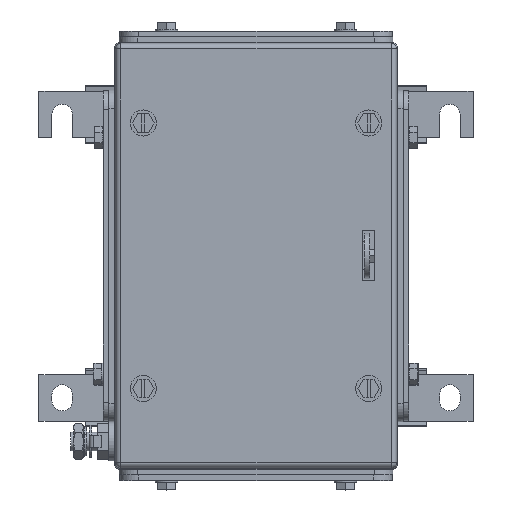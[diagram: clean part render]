
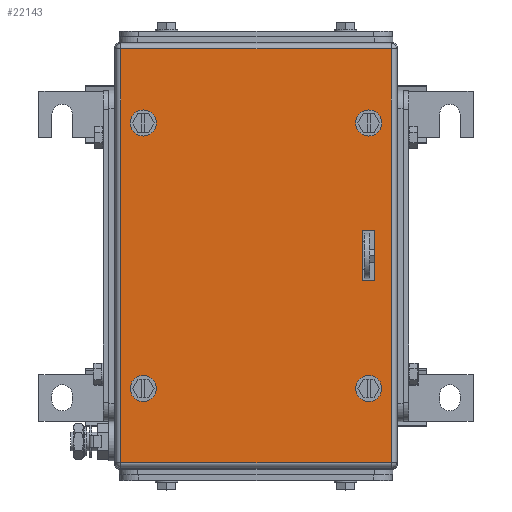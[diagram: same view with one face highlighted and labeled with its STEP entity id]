
A CAD part, top view. The second image highlights one B-rep face of the part: STEP entity #22143.
In plain terms, the highlighted planar face has unit normal (0, 0, 1).
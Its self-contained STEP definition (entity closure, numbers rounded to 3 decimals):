
#21983=AXIS2_PLACEMENT_3D('Circle Axis2P3D',#21981,#21982,$) ;
#22010=AXIS2_PLACEMENT_3D('Plane Axis2P3D',#22007,#22008,#22009) ;
#22048=AXIS2_PLACEMENT_3D('Circle Axis2P3D',#22046,#22047,$) ;
#22057=AXIS2_PLACEMENT_3D('Circle Axis2P3D',#22055,#22056,$) ;
#22066=AXIS2_PLACEMENT_3D('Circle Axis2P3D',#22064,#22065,$) ;
#22075=AXIS2_PLACEMENT_3D('Circle Axis2P3D',#22073,#22074,$) ;
#22084=AXIS2_PLACEMENT_3D('Circle Axis2P3D',#22082,#22083,$) ;
#22093=AXIS2_PLACEMENT_3D('Circle Axis2P3D',#22091,#22092,$) ;
#22102=AXIS2_PLACEMENT_3D('Circle Axis2P3D',#22100,#22101,$) ;
#21978=CARTESIAN_POINT('Vertex',(59.5,196.75,136.5)) ;
#21981=CARTESIAN_POINT('Axis2P3D Location',(56.,196.75,136.5)) ;
#21985=CARTESIAN_POINT('Vertex',(52.5,196.75,136.5)) ;
#22007=CARTESIAN_POINT('Axis2P3D Location',(116.5,125.5,136.5)) ;
#22012=CARTESIAN_POINT('Line Origine',(116.5,236.5,136.5)) ;
#22016=CARTESIAN_POINT('Vertex',(189.,236.5,136.5)) ;
#22018=CARTESIAN_POINT('Vertex',(44.,236.5,136.5)) ;
#22021=CARTESIAN_POINT('Line Origine',(44.,125.5,136.5)) ;
#22025=CARTESIAN_POINT('Vertex',(44.,14.5,136.5)) ;
#22028=CARTESIAN_POINT('Line Origine',(116.5,14.5,136.5)) ;
#22032=CARTESIAN_POINT('Vertex',(189.,14.5,136.5)) ;
#22035=CARTESIAN_POINT('Line Origine',(189.,125.5,136.5)) ;
#22046=CARTESIAN_POINT('Axis2P3D Location',(56.,196.75,136.5)) ;
#22055=CARTESIAN_POINT('Axis2P3D Location',(56.,54.25,136.5)) ;
#22059=CARTESIAN_POINT('Vertex',(52.5,54.25,136.5)) ;
#22061=CARTESIAN_POINT('Vertex',(59.5,54.25,136.5)) ;
#22064=CARTESIAN_POINT('Axis2P3D Location',(56.,54.25,136.5)) ;
#22073=CARTESIAN_POINT('Axis2P3D Location',(177.,54.25,136.5)) ;
#22077=CARTESIAN_POINT('Vertex',(180.5,54.25,136.5)) ;
#22079=CARTESIAN_POINT('Vertex',(173.5,54.25,136.5)) ;
#22082=CARTESIAN_POINT('Axis2P3D Location',(177.,54.25,136.5)) ;
#22091=CARTESIAN_POINT('Axis2P3D Location',(177.,196.75,136.5)) ;
#22095=CARTESIAN_POINT('Vertex',(180.5,196.75,136.5)) ;
#22097=CARTESIAN_POINT('Vertex',(173.5,196.75,136.5)) ;
#22100=CARTESIAN_POINT('Axis2P3D Location',(177.,196.75,136.5)) ;
#22109=CARTESIAN_POINT('Line Origine',(176.75,112.,136.5)) ;
#22113=CARTESIAN_POINT('Vertex',(180.,112.,136.5)) ;
#22115=CARTESIAN_POINT('Vertex',(173.5,112.,136.5)) ;
#22118=CARTESIAN_POINT('Line Origine',(173.5,125.5,136.5)) ;
#22122=CARTESIAN_POINT('Vertex',(173.5,139.,136.5)) ;
#22125=CARTESIAN_POINT('Line Origine',(176.75,139.,136.5)) ;
#22129=CARTESIAN_POINT('Vertex',(180.,139.,136.5)) ;
#22132=CARTESIAN_POINT('Line Origine',(180.,125.5,136.5)) ;
#21982=DIRECTION('Axis2P3D Direction',(0.,0.,1.)) ;
#22008=DIRECTION('Axis2P3D Direction',(0.,0.,1.)) ;
#22009=DIRECTION('Axis2P3D XDirection',(1.,0.,0.)) ;
#22013=DIRECTION('Vector Direction',(1.,0.,0.)) ;
#22022=DIRECTION('Vector Direction',(0.,-1.,0.)) ;
#22029=DIRECTION('Vector Direction',(1.,0.,0.)) ;
#22036=DIRECTION('Vector Direction',(0.,1.,0.)) ;
#22047=DIRECTION('Axis2P3D Direction',(0.,0.,1.)) ;
#22056=DIRECTION('Axis2P3D Direction',(0.,0.,1.)) ;
#22065=DIRECTION('Axis2P3D Direction',(0.,0.,1.)) ;
#22074=DIRECTION('Axis2P3D Direction',(0.,0.,1.)) ;
#22083=DIRECTION('Axis2P3D Direction',(0.,0.,1.)) ;
#22092=DIRECTION('Axis2P3D Direction',(0.,0.,1.)) ;
#22101=DIRECTION('Axis2P3D Direction',(0.,0.,1.)) ;
#22110=DIRECTION('Vector Direction',(-1.,0.,0.)) ;
#22119=DIRECTION('Vector Direction',(0.,1.,0.)) ;
#22126=DIRECTION('Vector Direction',(1.,0.,0.)) ;
#22133=DIRECTION('Vector Direction',(0.,-1.,0.)) ;
#22014=VECTOR('Line Direction',#22013,1.) ;
#22023=VECTOR('Line Direction',#22022,1.) ;
#22030=VECTOR('Line Direction',#22029,1.) ;
#22037=VECTOR('Line Direction',#22036,1.) ;
#22111=VECTOR('Line Direction',#22110,1.) ;
#22120=VECTOR('Line Direction',#22119,1.) ;
#22127=VECTOR('Line Direction',#22126,1.) ;
#22134=VECTOR('Line Direction',#22133,1.) ;
#22041=ORIENTED_EDGE('',*,*,#22020,.T.) ;
#22042=ORIENTED_EDGE('',*,*,#22027,.T.) ;
#22043=ORIENTED_EDGE('',*,*,#22034,.T.) ;
#22044=ORIENTED_EDGE('',*,*,#22039,.T.) ;
#22052=ORIENTED_EDGE('',*,*,#22050,.F.) ;
#22053=ORIENTED_EDGE('',*,*,#21987,.F.) ;
#22070=ORIENTED_EDGE('',*,*,#22063,.F.) ;
#22071=ORIENTED_EDGE('',*,*,#22068,.F.) ;
#22088=ORIENTED_EDGE('',*,*,#22081,.F.) ;
#22089=ORIENTED_EDGE('',*,*,#22086,.F.) ;
#22106=ORIENTED_EDGE('',*,*,#22099,.F.) ;
#22107=ORIENTED_EDGE('',*,*,#22104,.F.) ;
#22138=ORIENTED_EDGE('',*,*,#22117,.T.) ;
#22139=ORIENTED_EDGE('',*,*,#22124,.T.) ;
#22140=ORIENTED_EDGE('',*,*,#22131,.T.) ;
#22141=ORIENTED_EDGE('',*,*,#22136,.T.) ;
#22054=FACE_BOUND('',#22051,.T.) ;
#22072=FACE_BOUND('',#22069,.T.) ;
#22090=FACE_BOUND('',#22087,.T.) ;
#22108=FACE_BOUND('',#22105,.T.) ;
#22142=FACE_BOUND('',#22137,.T.) ;
#22143=ADVANCED_FACE('ZUB_KTB_MH_221513_4GP_AllCATPart.1\\ZUB_DE_KTB_MH_229x152.1\\DE_KTB_MH_PART_MASTER.1\\Koerper.2',(#22045,#22054,#22072,#22090,#22108,#22142),#22011,.T.) ;
#21984=CIRCLE('generated circle',#21983,3.5) ;
#22049=CIRCLE('generated circle',#22048,3.5) ;
#22058=CIRCLE('generated circle',#22057,3.5) ;
#22067=CIRCLE('generated circle',#22066,3.5) ;
#22076=CIRCLE('generated circle',#22075,3.5) ;
#22085=CIRCLE('generated circle',#22084,3.5) ;
#22094=CIRCLE('generated circle',#22093,3.5) ;
#22103=CIRCLE('generated circle',#22102,3.5) ;
#21987=EDGE_CURVE('',#21979,#21986,#21984,.T.) ;
#22020=EDGE_CURVE('',#22017,#22019,#22015,.F.) ;
#22027=EDGE_CURVE('',#22019,#22026,#22024,.T.) ;
#22034=EDGE_CURVE('',#22026,#22033,#22031,.T.) ;
#22039=EDGE_CURVE('',#22033,#22017,#22038,.T.) ;
#22050=EDGE_CURVE('',#21986,#21979,#22049,.T.) ;
#22063=EDGE_CURVE('',#22060,#22062,#22058,.T.) ;
#22068=EDGE_CURVE('',#22062,#22060,#22067,.T.) ;
#22081=EDGE_CURVE('',#22078,#22080,#22076,.T.) ;
#22086=EDGE_CURVE('',#22080,#22078,#22085,.T.) ;
#22099=EDGE_CURVE('',#22096,#22098,#22094,.T.) ;
#22104=EDGE_CURVE('',#22098,#22096,#22103,.T.) ;
#22117=EDGE_CURVE('',#22114,#22116,#22112,.T.) ;
#22124=EDGE_CURVE('',#22116,#22123,#22121,.T.) ;
#22131=EDGE_CURVE('',#22123,#22130,#22128,.T.) ;
#22136=EDGE_CURVE('',#22130,#22114,#22135,.T.) ;
#22040=EDGE_LOOP('',(#22041,#22042,#22043,#22044)) ;
#22051=EDGE_LOOP('',(#22052,#22053)) ;
#22069=EDGE_LOOP('',(#22070,#22071)) ;
#22087=EDGE_LOOP('',(#22088,#22089)) ;
#22105=EDGE_LOOP('',(#22106,#22107)) ;
#22137=EDGE_LOOP('',(#22138,#22139,#22140,#22141)) ;
#22045=FACE_OUTER_BOUND('',#22040,.T.) ;
#22015=LINE('Line',#22012,#22014) ;
#22024=LINE('Line',#22021,#22023) ;
#22031=LINE('Line',#22028,#22030) ;
#22038=LINE('Line',#22035,#22037) ;
#22112=LINE('Line',#22109,#22111) ;
#22121=LINE('Line',#22118,#22120) ;
#22128=LINE('Line',#22125,#22127) ;
#22135=LINE('Line',#22132,#22134) ;
#22011=PLANE('',#22010) ;
#21979=VERTEX_POINT('',#21978) ;
#21986=VERTEX_POINT('',#21985) ;
#22017=VERTEX_POINT('',#22016) ;
#22019=VERTEX_POINT('',#22018) ;
#22026=VERTEX_POINT('',#22025) ;
#22033=VERTEX_POINT('',#22032) ;
#22060=VERTEX_POINT('',#22059) ;
#22062=VERTEX_POINT('',#22061) ;
#22078=VERTEX_POINT('',#22077) ;
#22080=VERTEX_POINT('',#22079) ;
#22096=VERTEX_POINT('',#22095) ;
#22098=VERTEX_POINT('',#22097) ;
#22114=VERTEX_POINT('',#22113) ;
#22116=VERTEX_POINT('',#22115) ;
#22123=VERTEX_POINT('',#22122) ;
#22130=VERTEX_POINT('',#22129) ;
